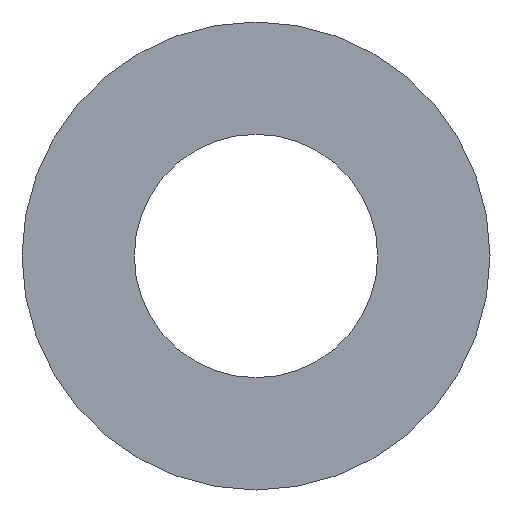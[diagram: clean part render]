
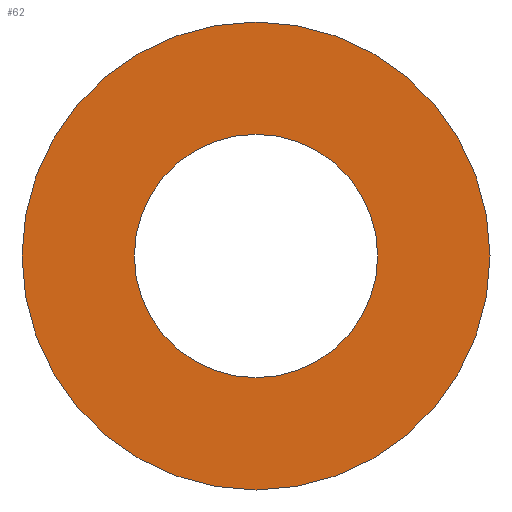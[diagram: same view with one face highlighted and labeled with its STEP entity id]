
A CAD part, front view. The second image highlights one B-rep face of the part: STEP entity #62.
In plain terms, the highlighted planar face has unit normal (0, -1, 0).
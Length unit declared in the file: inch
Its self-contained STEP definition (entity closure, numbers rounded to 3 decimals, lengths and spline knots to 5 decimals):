
#22=FACE_BOUND('',#30,.T.);
#24=FACE_OUTER_BOUND('',#29,.T.);
#29=EDGE_LOOP('',(#49));
#30=EDGE_LOOP('',(#50));
#35=CIRCLE('',#83,0.25);
#36=CIRCLE('',#84,0.13);
#39=VERTEX_POINT('',#114);
#40=VERTEX_POINT('',#116);
#43=EDGE_CURVE('',#39,#39,#35,.T.);
#44=EDGE_CURVE('',#40,#40,#36,.T.);
#49=ORIENTED_EDGE('',*,*,#43,.F.);
#50=ORIENTED_EDGE('',*,*,#44,.T.);
#60=PLANE('',#82);
#62=ADVANCED_FACE('',(#24,#22),#60,.F.);
#82=AXIS2_PLACEMENT_3D('',#113,#95,#96);
#83=AXIS2_PLACEMENT_3D('',#115,#97,#98);
#84=AXIS2_PLACEMENT_3D('',#117,#99,#100);
#95=DIRECTION('center_axis',(0.,1.,0.));
#96=DIRECTION('ref_axis',(0.,0.,1.));
#97=DIRECTION('center_axis',(0.,1.,0.));
#98=DIRECTION('ref_axis',(0.,0.,1.));
#99=DIRECTION('center_axis',(0.,1.,0.));
#100=DIRECTION('ref_axis',(0.,0.,1.));
#113=CARTESIAN_POINT('Origin',(0.,-1.,0.));
#114=CARTESIAN_POINT('',(0.,-1.,0.25));
#115=CARTESIAN_POINT('Origin',(0.,-1.,0.));
#116=CARTESIAN_POINT('',(0.,-1.,0.13));
#117=CARTESIAN_POINT('Origin',(0.,-1.,0.));
